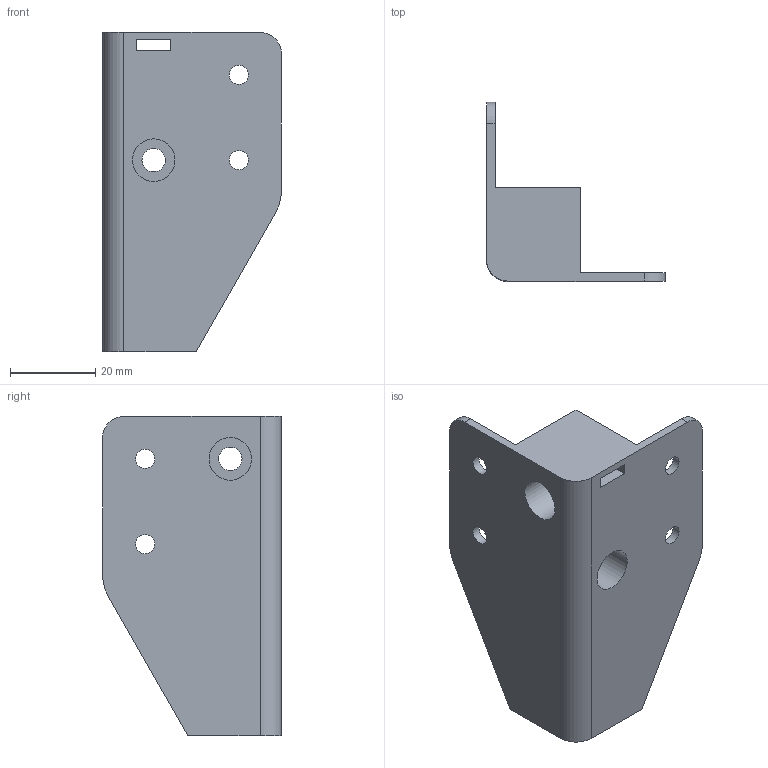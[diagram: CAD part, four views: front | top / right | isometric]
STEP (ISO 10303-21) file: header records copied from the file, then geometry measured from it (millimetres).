
FILE_DESCRIPTION(/* description */ (''),/* implementation_level */ '2;1');
FILE_NAME(/* name */ 'Frame Leg V2 - Rear Right.step',/* time_stamp */ '2023-05-02T22:51:29-06:00',/* author */ (''),/* organization */ (''),/* preprocessor_version */ 'ST-DEVELOPER v19.2',/* originating_system */ 'Autodesk Translation Framework v12.4.0.73',/* authorisation */ '');
FILE_SCHEMA (('AUTOMOTIVE_DESIGN { 1 0 10303 214 3 1 1 }'));
Length unit declared in the file: millimetre
Products named in the file (2): Frame Leg V2 - Rear Right; Frame Leg
Assembly tree (1 placements, depth 2):
  Frame Leg V2 - Rear Right
    Frame Leg
Bounding box: 42 x 42 x 75 mm (x, y, z)
Volume: 24272.9 mm3; surface area: 14331.2 mm2
Topology: 1 solids, 1 shells, 38 faces, 100 edges, 66 vertices
Faces by surface type: plane 22, cylinder 16
Full cylindrical faces by diameter (mm): 4.5 x4, 5.2 x1, 5.5 x2, 10 x2
Entity records: 1265 total; most frequent: DIRECTION 214, CARTESIAN_POINT 207, ORIENTED_EDGE 200, EDGE_CURVE 100, AXIS2_PLACEMENT_3D 73, LINE 68, VECTOR 68, VERTEX_POINT 66
